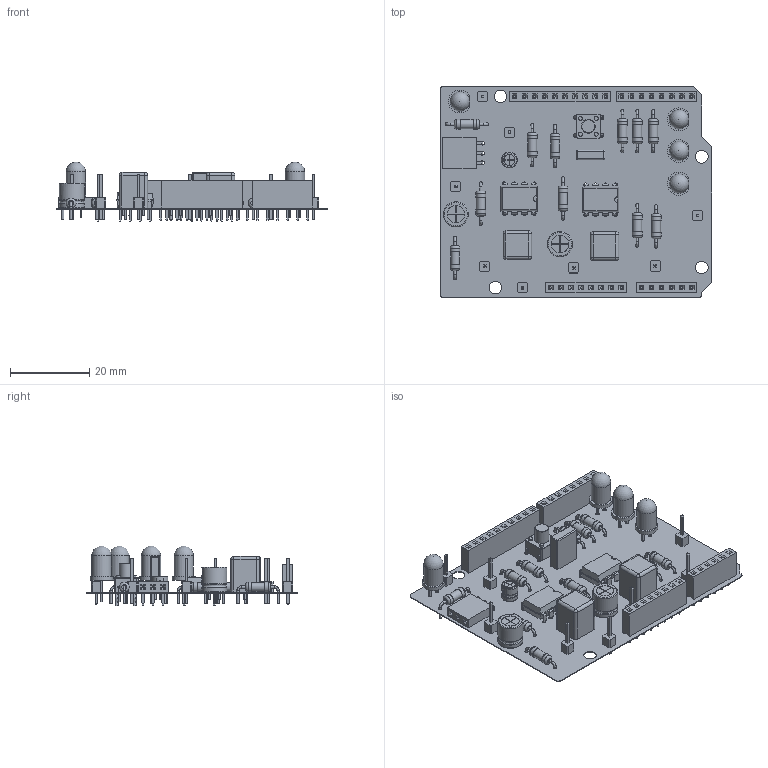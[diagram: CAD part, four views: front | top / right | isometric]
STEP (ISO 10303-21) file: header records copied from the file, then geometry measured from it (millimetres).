
FILE_DESCRIPTION(('KiCad electronic assembly'),'2;1');
FILE_NAME('SDHD_Lab.step','2024-10-03T13:59:42',('Pcbnew'),('Kicad'), 'Open CASCADE STEP processor 7.8','KiCad to STEP converter','Unknown' );
FILE_SCHEMA(('AUTOMOTIVE_DESIGN { 1 0 10303 214 1 1 1 1 }'));
Length unit declared in the file: millimetre
Products named in the file (28): SDHD_Lab 1; PinSocket_1x08_P2.54mm_Vertical; PinSocket_1x08_P254mm_Vertical; PinSocket_1x06_P2.54mm_Vertical; PinSocket_1x06_P254mm_Vertical; PinSocket_1x10_P2.54mm_Vertical; PinSocket_1x10_P254mm_Vertical; LED_D5.0mm; PinHeader_1x01_P2.54mm_Vertical; PinHeader_1x01_P254mm_Vertical; C_Rect_L7.2mm_W2.5mm_P5.00mm_FKS2_FKP2_MKS2_MKP2; C_Rect_L72mm_W25mm_P500mm_FKS2_FKP2_MKS2_MKP2; R_Axial_DIN0207_L6.3mm_D2.5mm_P10.16mm_Horizontal; R_Axial_DIN0207_L63mm_D25mm_P1016mm_Horizontal; PinSocket_1x03_P2.54mm_Horizontal; PinSocket_1x03_P254mm_Horizontal; SW_PUSH_6mm_H7.3mm; SW_PUSH_6mm_h7.3mm; CP_Radial_D4.0mm_P2.00mm; CP_Radial_D40mm_P200mm; DIP-8_W7.62mm; C_Rect_L7.2mm_W7.2mm_P5.00mm_FKS2_FKP2_MKS2_MKP2; C_Rect_L72mm_W72mm_P500mm_FKS2_FKP2_MKS2_MKP2; CP_Radial_D6.3mm_P2.50mm; CP_Radial_D63mm_P250mm; SDHD_Lab_PCB
Assembly tree (51 placements, depth 3):
  SDHD_Lab 1
    PinSocket_1x08_P2.54mm_Vertical  x2
      PinSocket_1x08_P254mm_Vertical
    PinSocket_1x06_P2.54mm_Vertical
      PinSocket_1x06_P254mm_Vertical
    PinSocket_1x10_P2.54mm_Vertical
      PinSocket_1x10_P254mm_Vertical
    LED_D5.0mm  x4
      LED_D5.0mm
    PinHeader_1x01_P2.54mm_Vertical  x8
      PinHeader_1x01_P254mm_Vertical
    C_Rect_L7.2mm_W2.5mm_P5.00mm_FKS2_FKP2_MKS2_MKP2
      C_Rect_L72mm_W25mm_P500mm_FKS2_FKP2_MKS2_MKP2
    R_Axial_DIN0207_L6.3mm_D2.5mm_P10.16mm_Horizontal  x11
      R_Axial_DIN0207_L63mm_D25mm_P1016mm_Horizontal
    PinSocket_1x03_P2.54mm_Horizontal
      PinSocket_1x03_P254mm_Horizontal
    SW_PUSH_6mm_H7.3mm
      SW_PUSH_6mm_h7.3mm
    CP_Radial_D4.0mm_P2.00mm
      CP_Radial_D40mm_P200mm
    DIP-8_W7.62mm  x2
      DIP-8_W7.62mm
    C_Rect_L7.2mm_W7.2mm_P5.00mm_FKS2_FKP2_MKS2_MKP2  x2
      C_Rect_L72mm_W72mm_P500mm_FKS2_FKP2_MKS2_MKP2
    CP_Radial_D6.3mm_P2.50mm  x2
      CP_Radial_D63mm_P250mm
    SDHD_Lab_PCB
Bounding box: 68.58 x 53.34 x 15.1 mm (x, y, z)
Volume: 5339.4 mm3; surface area: 14163.7 mm2
Topology: 38 solids, 41 shells, 2358 faces, 5816 edges, 3720 vertices
Faces by surface type: plane 1873, cylinder 348, bspline 56, torus 51, sphere 16, revolution 14
Full cylindrical faces by diameter (mm): 0.3 x2, 0.5 x10, 0.6 x46, 0.8 x48, 0.9 x8, 1 x47, 1.1 x4, 2.25 x11, 2.5 x22, 3.2 x4, 3.5 x1, 4.9 x4
Entity records: 55848 total; most frequent: CARTESIAN_POINT 9429, ORIENTED_EDGE 7542, DIRECTION 7197, EDGE_CURVE 3771, LINE 3199, VECTOR 3199, VERTEX_POINT 2437, AXIS2_PLACEMENT_3D 1994
